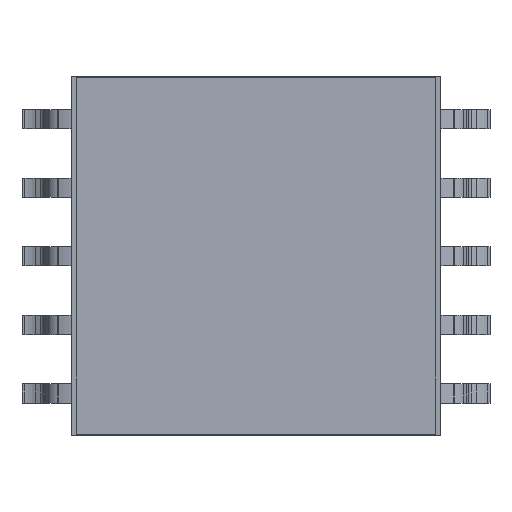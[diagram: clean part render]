
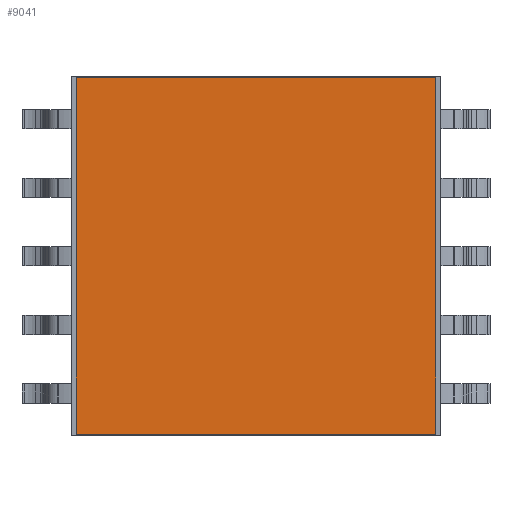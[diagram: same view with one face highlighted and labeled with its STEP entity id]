
A CAD part, top view. The second image highlights one B-rep face of the part: STEP entity #9041.
In plain terms, the highlighted planar face has unit normal (0, 0, 1).
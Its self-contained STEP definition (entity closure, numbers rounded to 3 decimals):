
#1831=ORIENTED_EDGE('',*,*,#3154,.T.);
#1832=ORIENTED_EDGE('',*,*,#3155,.F.);
#1833=ORIENTED_EDGE('',*,*,#3156,.F.);
#1834=ORIENTED_EDGE('',*,*,#3157,.T.);
#3154=EDGE_CURVE('',#3892,#3893,#4574,.T.);
#3155=EDGE_CURVE('',#3894,#3893,#4575,.T.);
#3156=EDGE_CURVE('',#3895,#3894,#4576,.T.);
#3157=EDGE_CURVE('',#3895,#3892,#4577,.T.);
#3892=VERTEX_POINT('',#13223);
#3893=VERTEX_POINT('',#13224);
#3894=VERTEX_POINT('',#13226);
#3895=VERTEX_POINT('',#13228);
#4574=LINE('',#13222,#5290);
#4575=LINE('',#13225,#5291);
#4576=LINE('',#13227,#5292);
#4577=LINE('',#13229,#5293);
#5290=VECTOR('',#11241,1000.);
#5291=VECTOR('',#11242,1000.);
#5292=VECTOR('',#11243,1000.);
#5293=VECTOR('',#11244,1000.);
#5717=EDGE_LOOP('',(#1831,#1832,#1833,#1834));
#6073=FACE_BOUND('',#5717,.T.);
#6323=PLANE('',#9609);
#9041=ADVANCED_FACE('',(#6073),#6323,.F.);
#9609=AXIS2_PLACEMENT_3D('',#13221,#11239,#11240);
#11239=DIRECTION('',(0.,0.,-1.));
#11240=DIRECTION('',(-1.,0.,0.));
#11241=DIRECTION('',(-1.,0.,0.));
#11242=DIRECTION('',(0.,1.,0.));
#11243=DIRECTION('',(-1.,0.,0.));
#11244=DIRECTION('',(0.,1.,0.));
#13221=CARTESIAN_POINT('',(0.,-6.5,12.32));
#13222=CARTESIAN_POINT('',(0.,6.5,12.32));
#13223=CARTESIAN_POINT('',(6.555,6.5,12.32));
#13224=CARTESIAN_POINT('',(-6.555,6.5,12.32));
#13225=CARTESIAN_POINT('',(-6.555,-6.5,12.32));
#13226=CARTESIAN_POINT('',(-6.555,-6.5,12.32));
#13227=CARTESIAN_POINT('',(0.,-6.5,12.32));
#13228=CARTESIAN_POINT('',(6.555,-6.5,12.32));
#13229=CARTESIAN_POINT('',(6.555,-6.5,12.32));
